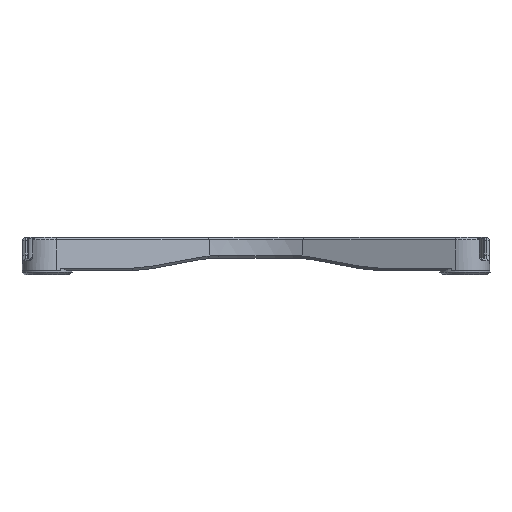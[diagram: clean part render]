
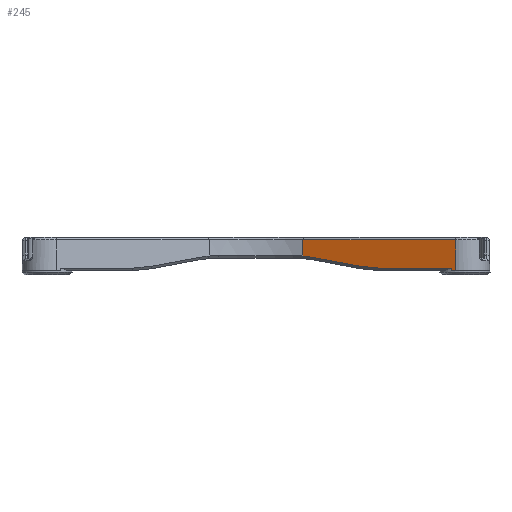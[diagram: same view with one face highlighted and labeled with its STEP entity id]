
A CAD part, left-side view. The second image highlights one B-rep face of the part: STEP entity #245.
In plain terms, the highlighted planar face has unit normal (-0.924, 0.383, 0).
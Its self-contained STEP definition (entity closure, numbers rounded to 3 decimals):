
#245=ADVANCED_FACE('',(#1973),#1975,.F.);
#1973=FACE_BOUND('',#1974,.T.);
#1974=EDGE_LOOP('',(#6706,#6707,#6708,#6709,#6710,#6711,#6712,#6713,#6714));
#1975=PLANE('',#1976);
#1976=AXIS2_PLACEMENT_3D('',#1977,#1978,#1979);
#1977=CARTESIAN_POINT('',(-55.451,-47.742,0.));
#1978=DIRECTION('',(0.924,-0.383,0.));
#1979=DIRECTION('',(0.383,0.924,0.));
#6706=ORIENTED_EDGE('',*,*,#8954,.T.);
#6707=ORIENTED_EDGE('',*,*,#8955,.T.);
#6708=ORIENTED_EDGE('',*,*,#8956,.T.);
#6709=ORIENTED_EDGE('',*,*,#8957,.T.);
#6710=ORIENTED_EDGE('',*,*,#8958,.T.);
#6711=ORIENTED_EDGE('',*,*,#8959,.T.);
#6712=ORIENTED_EDGE('',*,*,#8603,.T.);
#6713=ORIENTED_EDGE('',*,*,#8960,.F.);
#6714=ORIENTED_EDGE('',*,*,#8961,.T.);
#8603=EDGE_CURVE('',#10152,#10154,#10156,.T.);
#8954=EDGE_CURVE('',#10695,#10696,#10697,.T.);
#8955=EDGE_CURVE('',#10696,#10698,#10699,.F.);
#8956=EDGE_CURVE('',#10698,#10700,#10701,.F.);
#8957=EDGE_CURVE('',#10700,#10702,#10703,.T.);
#8958=EDGE_CURVE('',#10702,#10704,#10705,.T.);
#8959=EDGE_CURVE('',#10704,#10152,#10706,.T.);
#8960=EDGE_CURVE('',#10707,#10154,#10708,.T.);
#8961=EDGE_CURVE('',#10707,#10695,#10709,.F.);
#10152=VERTEX_POINT('',#12903);
#10154=VERTEX_POINT('',#12907);
#10156=LINE('',#12911,#12912);
#10695=VERTEX_POINT('',#14708);
#10696=VERTEX_POINT('',#14709);
#10697=B_SPLINE_CURVE_WITH_KNOTS('',3,
(#14710,#14711,#14712,#14713,#14714,#14715,#14716,#14717,#14718,#14719,#14720,#14721,
#14722,#14723,#14724,#14725,#14726,#14727,#14728,#14729,#14730,#14731,#14732,#14733,
#14734,#14735),
.UNSPECIFIED.,.F.,.F.,
(4,2,2,2,2,2,2,2,2,2,2,2,4),
(0.,0.007,0.104,0.2,0.297,0.393,
0.49,0.586,0.683,0.779,0.876,
0.972,1.),
.UNSPECIFIED.);
#10698=VERTEX_POINT('',#14736);
#10699=B_SPLINE_CURVE_WITH_KNOTS('',3,
(#14737,#14738,#14739,#14740,#14741,#14742,#14743,#14744,#14745,#14746,#14747,#14748,
#14749,#14750),
.UNSPECIFIED.,.F.,.F.,
(4,2,2,2,2,2,4),
(0.,0.2,0.433,0.667,0.9,0.974,
1.),
.UNSPECIFIED.);
#10700=VERTEX_POINT('',#14751);
#10701=LINE('',#14752,#14753);
#10702=VERTEX_POINT('',#14755);
#10703=LINE('',#14756,#14757);
#10704=VERTEX_POINT('',#14759);
#10705=LINE('',#14760,#14761);
#10706=LINE('',#14763,#14764);
#10707=VERTEX_POINT('',#14766);
#10708=LINE('',#14767,#14768);
#10709=B_SPLINE_CURVE_WITH_KNOTS('',3,
(#14770,#14771,#14772,#14773,#14774,#14775,#14776,#14777,#14778,#14779),
.UNSPECIFIED.,.F.,.F.,
(4,2,2,2,4),
(0.,0.447,0.93,0.979,1.),
.UNSPECIFIED.);
#12903=CARTESIAN_POINT('',(-55.451,-47.742,2.1));
#12907=CARTESIAN_POINT('',(-40.311,-11.191,2.1));
#12911=CARTESIAN_POINT('',(-55.451,-47.742,2.1));
#12912=VECTOR('',#12913,1.);
#12913=DIRECTION('',(0.383,0.924,0.));
#14708=CARTESIAN_POINT('',(-41.275,-13.518,-2.115));
#14709=CARTESIAN_POINT('',(-45.964,-24.839,-4.229));
#14710=CARTESIAN_POINT('',(-41.275,-13.518,-2.115));
#14711=CARTESIAN_POINT('',(-41.286,-13.545,-2.12));
#14712=CARTESIAN_POINT('',(-41.297,-13.572,-2.125));
#14713=CARTESIAN_POINT('',(-41.459,-13.963,-2.199));
#14714=CARTESIAN_POINT('',(-41.61,-14.327,-2.267));
#14715=CARTESIAN_POINT('',(-41.912,-15.055,-2.404));
#14716=CARTESIAN_POINT('',(-42.062,-15.419,-2.472));
#14717=CARTESIAN_POINT('',(-42.364,-16.148,-2.609));
#14718=CARTESIAN_POINT('',(-42.515,-16.512,-2.677));
#14719=CARTESIAN_POINT('',(-42.816,-17.24,-2.814));
#14720=CARTESIAN_POINT('',(-42.967,-17.604,-2.882));
#14721=CARTESIAN_POINT('',(-43.269,-18.332,-3.018));
#14722=CARTESIAN_POINT('',(-43.42,-18.696,-3.087));
#14723=CARTESIAN_POINT('',(-43.721,-19.425,-3.223));
#14724=CARTESIAN_POINT('',(-43.872,-19.789,-3.291));
#14725=CARTESIAN_POINT('',(-44.174,-20.517,-3.426));
#14726=CARTESIAN_POINT('',(-44.325,-20.881,-3.494));
#14727=CARTESIAN_POINT('',(-44.626,-21.609,-3.63));
#14728=CARTESIAN_POINT('',(-44.777,-21.974,-3.698));
#14729=CARTESIAN_POINT('',(-45.079,-22.702,-3.833));
#14730=CARTESIAN_POINT('',(-45.23,-23.066,-3.901));
#14731=CARTESIAN_POINT('',(-45.531,-23.795,-4.036));
#14732=CARTESIAN_POINT('',(-45.682,-24.159,-4.103));
#14733=CARTESIAN_POINT('',(-45.877,-24.628,-4.19));
#14734=CARTESIAN_POINT('',(-45.92,-24.734,-4.21));
#14735=CARTESIAN_POINT('',(-45.964,-24.839,-4.229));
#14736=CARTESIAN_POINT('',(-47.882,-29.469,-4.7));
#14737=CARTESIAN_POINT('',(-47.882,-29.469,-4.7));
#14738=CARTESIAN_POINT('',(-47.753,-29.159,-4.692));
#14739=CARTESIAN_POINT('',(-47.625,-28.848,-4.687));
#14740=CARTESIAN_POINT('',(-47.347,-28.177,-4.656));
#14741=CARTESIAN_POINT('',(-47.197,-27.815,-4.631));
#14742=CARTESIAN_POINT('',(-46.898,-27.093,-4.567));
#14743=CARTESIAN_POINT('',(-46.748,-26.733,-4.527));
#14744=CARTESIAN_POINT('',(-46.451,-26.014,-4.432));
#14745=CARTESIAN_POINT('',(-46.302,-25.656,-4.377));
#14746=CARTESIAN_POINT('',(-46.107,-25.185,-4.294));
#14747=CARTESIAN_POINT('',(-46.061,-25.072,-4.273));
#14748=CARTESIAN_POINT('',(-45.997,-24.919,-4.244));
#14749=CARTESIAN_POINT('',(-45.981,-24.879,-4.237));
#14750=CARTESIAN_POINT('',(-45.964,-24.839,-4.229));
#14751=CARTESIAN_POINT('',(-55.033,-46.734,-4.7));
#14752=CARTESIAN_POINT('',(-55.033,-46.734,-4.7));
#14753=VECTOR('',#14754,1.);
#14754=DIRECTION('',(0.383,0.924,0.));
#14755=CARTESIAN_POINT('',(-55.033,-46.734,-5.3));
#14756=CARTESIAN_POINT('',(-55.033,-46.734,-4.7));
#14757=VECTOR('',#14758,1.);
#14758=DIRECTION('',(0.,0.,-1.));
#14759=CARTESIAN_POINT('',(-55.451,-47.742,-5.3));
#14760=CARTESIAN_POINT('',(-55.033,-46.734,-5.3));
#14761=VECTOR('',#14762,1.);
#14762=DIRECTION('',(-0.383,-0.924,0.));
#14763=CARTESIAN_POINT('',(-55.451,-47.742,-5.3));
#14764=VECTOR('',#14765,1.);
#14765=DIRECTION('',(0.,0.,1.));
#14766=CARTESIAN_POINT('',(-40.311,-11.191,-1.801));
#14767=CARTESIAN_POINT('',(-40.311,-11.191,-1.801));
#14768=VECTOR('',#14769,1.);
#14769=DIRECTION('',(0.,0.,1.));
#14770=CARTESIAN_POINT('',(-41.275,-13.518,-2.115));
#14771=CARTESIAN_POINT('',(-41.132,-13.172,-2.059));
#14772=CARTESIAN_POINT('',(-40.989,-12.827,-1.997));
#14773=CARTESIAN_POINT('',(-40.69,-12.107,-1.896));
#14774=CARTESIAN_POINT('',(-40.535,-11.731,-1.852));
#14775=CARTESIAN_POINT('',(-40.363,-11.317,-1.812));
#14776=CARTESIAN_POINT('',(-40.347,-11.279,-1.809));
#14777=CARTESIAN_POINT('',(-40.325,-11.224,-1.804));
#14778=CARTESIAN_POINT('',(-40.318,-11.208,-1.802));
#14779=CARTESIAN_POINT('',(-40.311,-11.191,-1.801));
